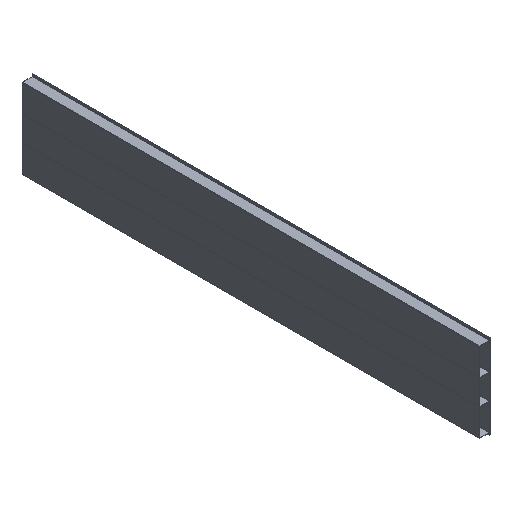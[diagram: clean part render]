
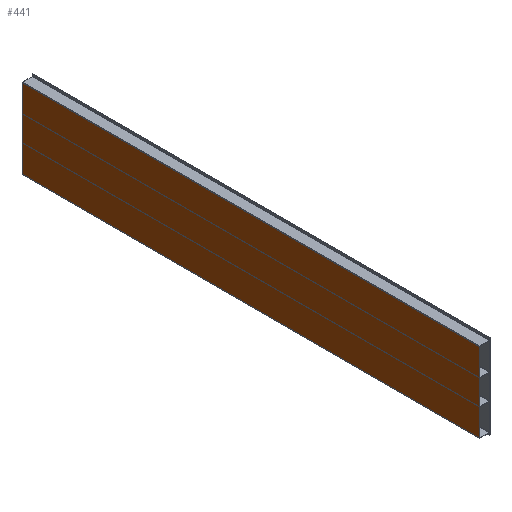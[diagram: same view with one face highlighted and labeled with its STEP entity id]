
A CAD part, isometric view. The second image highlights one B-rep face of the part: STEP entity #441.
In plain terms, the highlighted face is planar.
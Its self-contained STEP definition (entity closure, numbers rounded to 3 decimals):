
#77=DIRECTION('',(0.,0.,-1.));
#78=VECTOR('',#77,2000.);
#79=CARTESIAN_POINT('',(-173.,46.,1000.));
#80=LINE('',#79,#78);
#85=DIRECTION('',(-1.,0.,0.));
#86=VECTOR('',#85,346.);
#87=CARTESIAN_POINT('',(173.,46.,-1000.));
#88=LINE('',#87,#86);
#93=DIRECTION('',(0.,0.,1.));
#94=VECTOR('',#93,2000.);
#95=CARTESIAN_POINT('',(173.,46.,-1000.));
#96=LINE('',#95,#94);
#212=DIRECTION('',(-1.,0.,0.));
#213=VECTOR('',#212,346.);
#214=CARTESIAN_POINT('',(173.,46.,1000.));
#215=LINE('',#214,#213);
#289=CARTESIAN_POINT('',(-173.,46.,1000.));
#291=VERTEX_POINT('',#289);
#300=CARTESIAN_POINT('',(-173.,46.,-1000.));
#302=VERTEX_POINT('',#300);
#307=CARTESIAN_POINT('',(173.,46.,-1000.));
#308=VERTEX_POINT('',#307);
#309=CARTESIAN_POINT('',(173.,46.,1000.));
#310=VERTEX_POINT('',#309);
#428=CARTESIAN_POINT('',(-175.,46.,1000.));
#429=DIRECTION('',(0.,1.,0.));
#430=DIRECTION('',(0.,0.,1.));
#431=AXIS2_PLACEMENT_3D('',#428,#429,#430);
#432=PLANE('',#431);
#433=ORIENTED_EDGE('',*,*,#376,.F.);
#435=ORIENTED_EDGE('',*,*,#434,.T.);
#437=ORIENTED_EDGE('',*,*,#436,.T.);
#438=ORIENTED_EDGE('',*,*,#420,.T.);
#439=EDGE_LOOP('',(#433,#435,#437,#438));
#440=FACE_OUTER_BOUND('',#439,.F.);
#441=ADVANCED_FACE('',(#440),#432,.T.);
#376=EDGE_CURVE('',#308,#302,#88,.T.);
#420=EDGE_CURVE('',#291,#302,#80,.T.);
#434=EDGE_CURVE('',#308,#310,#96,.T.);
#436=EDGE_CURVE('',#310,#291,#215,.T.);
